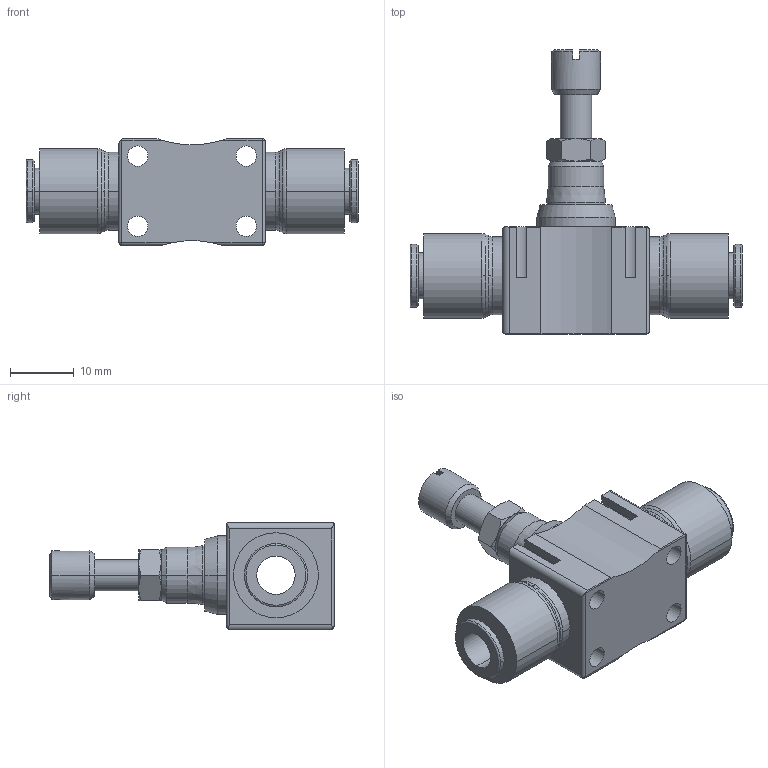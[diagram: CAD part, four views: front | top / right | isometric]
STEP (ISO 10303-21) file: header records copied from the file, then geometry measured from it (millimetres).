
FILE_DESCRIPTION(('STEP AP214'),'1');
FILE_NAME('7770_06_00.stp','2016-07-07T14:13:25',('TraceParts'),('TraceParts S.A.'),'Spatial InterOp 3D',' ',' ');
FILE_SCHEMA(('automotive_design'));
Length unit declared in the file: millimetre
Products named in the file (1): 1
Bounding box: 52 x 44.5 x 16.75 mm (x, y, z)
Volume: 9197.2 mm3; surface area: 5629.8 mm2
Topology: 1 solids, 1 shells, 160 faces, 412 edges, 258 vertices
Faces by surface type: cylinder 62, plane 42, cone 36, torus 12, sphere 8
Entity records: 5227 total; most frequent: CARTESIAN_POINT 1281, DIRECTION 874, ORIENTED_EDGE 816, EDGE_CURVE 408, AXIS2_PLACEMENT_3D 359, VERTEX_POINT 258, CIRCLE 198, EDGE_LOOP 178
